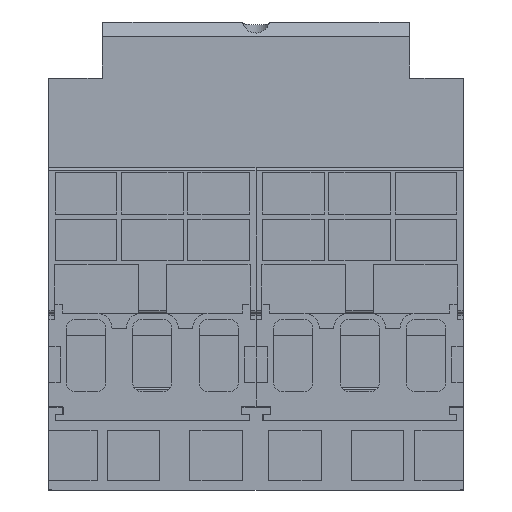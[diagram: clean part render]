
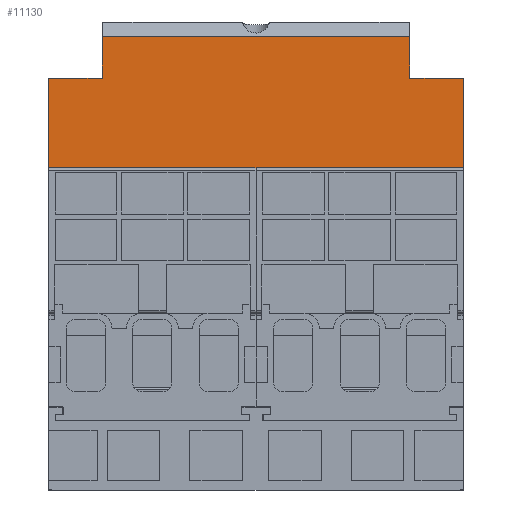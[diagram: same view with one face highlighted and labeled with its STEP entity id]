
A CAD part, front view. The second image highlights one B-rep face of the part: STEP entity #11130.
In plain terms, the highlighted planar face has unit normal (0, -1, 0).
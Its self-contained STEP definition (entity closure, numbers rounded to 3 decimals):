
#11130=ADVANCED_FACE('',(#31394),#31395,.T.);
#15250=VERTEX_POINT('',#35575);
#15254=VERTEX_POINT('',#35579);
#15256=EDGE_CURVE('',#15254,#15250,#35581,.T.);
#15260=VERTEX_POINT('',#35585);
#15262=EDGE_CURVE('',#15254,#15260,#35587,.T.);
#15266=VERTEX_POINT('',#35591);
#15268=EDGE_CURVE('',#15266,#15260,#35593,.T.);
#15548=VERTEX_POINT('',#35873);
#15552=EDGE_CURVE('',#15250,#15548,#35877,.T.);
#16234=VERTEX_POINT('',#36559);
#16238=VERTEX_POINT('',#36563);
#16240=EDGE_CURVE('',#16238,#16234,#36565,.T.);
#16244=EDGE_CURVE('',#16238,#15548,#36569,.T.);
#16246=VERTEX_POINT('',#36571);
#16248=EDGE_CURVE('',#16234,#16246,#36573,.T.);
#16250=EDGE_CURVE('',#16246,#15266,#36575,.T.);
#31394=FACE_OUTER_BOUND('',#52925,.T.);
#31395=PLANE('',#52926);
#35575=CARTESIAN_POINT('',(11.6,155.5,89.4));
#35579=CARTESIAN_POINT('',(11.6,155.5,98.388));
#35581=LINE('',#59659,#59660);
#35585=CARTESIAN_POINT('',(78.4,155.5,98.388));
#35587=LINE('',#59669,#59670);
#35591=CARTESIAN_POINT('',(78.4,155.5,89.4));
#35593=LINE('',#59679,#59680);
#35873=CARTESIAN_POINT('',(0.0,155.5,89.4));
#35877=LINE('',#60122,#60123);
#36559=CARTESIAN_POINT('',(90.0,155.5,59.9));
#36563=CARTESIAN_POINT('',(0.0,155.5,59.9));
#36565=LINE('',#61239,#61240);
#36569=LINE('',#61247,#61248);
#36571=CARTESIAN_POINT('',(90.0,155.5,89.4));
#36573=LINE('',#61253,#61254);
#36575=LINE('',#61257,#61258);
#52925=EDGE_LOOP('',(#87782,#87783,#87784,#87785,#87786,#87787,#87788,#87789));
#52926=AXIS2_PLACEMENT_3D('',#87790,#87791,#87792);
#59659=CARTESIAN_POINT('',(11.6,155.5,79.65));
#59660=VECTOR('',#89797,1.0);
#59669=CARTESIAN_POINT('',(0.0,155.5,98.388));
#59670=VECTOR('',#89799,1.0);
#59679=CARTESIAN_POINT('',(78.4,155.5,79.65));
#59680=VECTOR('',#89801,1.0);
#60122=CARTESIAN_POINT('',(0.0,155.5,89.4));
#60123=VECTOR('',#89918,1.0);
#61239=CARTESIAN_POINT('',(0.0,155.5,59.9));
#61240=VECTOR('',#90135,1.0);
#61247=CARTESIAN_POINT('',(0.0,155.5,59.9));
#61248=VECTOR('',#90137,1.0);
#61253=CARTESIAN_POINT('',(90.0,155.5,59.9));
#61254=VECTOR('',#90138,1.0);
#61257=CARTESIAN_POINT('',(45.0,155.5,89.4));
#61258=VECTOR('',#90139,1.0);
#87782=ORIENTED_EDGE('',*,*,#15268,.T.);
#87783=ORIENTED_EDGE('',*,*,#15262,.F.);
#87784=ORIENTED_EDGE('',*,*,#15256,.T.);
#87785=ORIENTED_EDGE('',*,*,#15552,.T.);
#87786=ORIENTED_EDGE('',*,*,#16244,.F.);
#87787=ORIENTED_EDGE('',*,*,#16240,.T.);
#87788=ORIENTED_EDGE('',*,*,#16248,.T.);
#87789=ORIENTED_EDGE('',*,*,#16250,.T.);
#87790=CARTESIAN_POINT('',(0.0,155.5,59.9));
#87791=DIRECTION('',(0.0,-1.0,0.0));
#87792=DIRECTION('',(0.0,0.0,1.0));
#89797=DIRECTION('',(0.0,0.0,-1.0));
#89799=DIRECTION('',(1.0,0.0,0.0));
#89801=DIRECTION('',(0.0,0.0,1.0));
#89918=DIRECTION('',(-1.0,0.0,0.0));
#90135=DIRECTION('',(1.0,0.0,0.0));
#90137=DIRECTION('',(0.0,0.0,1.0));
#90138=DIRECTION('',(0.0,0.0,1.0));
#90139=DIRECTION('',(-1.0,0.0,0.0));
